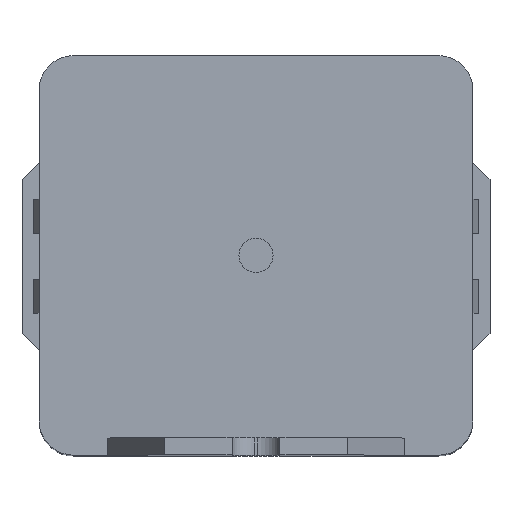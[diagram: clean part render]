
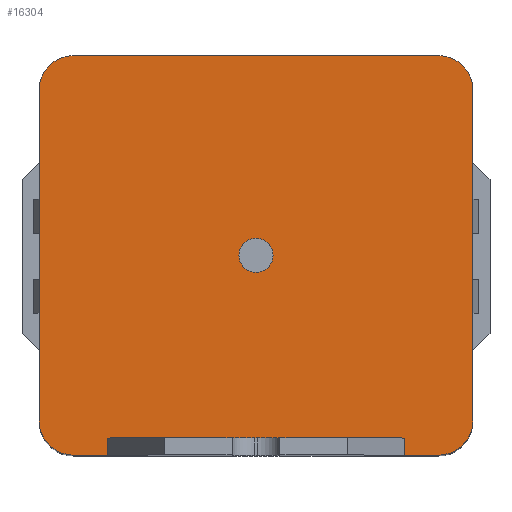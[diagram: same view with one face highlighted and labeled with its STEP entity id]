
A CAD part, top view. The second image highlights one B-rep face of the part: STEP entity #16304.
In plain terms, the highlighted planar face has unit normal (0, 0, 1).
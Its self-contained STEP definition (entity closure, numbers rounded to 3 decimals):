
#12 = PLANE ( 'NONE',  #20096 ) ;
#17 = EDGE_CURVE ( 'NONE', #22387, #12628, #9753, .T. ) ;
#322 = CARTESIAN_POINT ( 'NONE',  ( 13., -16., 0. ) ) ;
#606 = CARTESIAN_POINT ( 'NONE',  ( 19., 17.5, 0. ) ) ;
#1011 = ORIENTED_EDGE ( 'NONE', *, *, #1549, .F. ) ;
#1085 = EDGE_CURVE ( 'NONE', #21003, #21003, #23201, .T. ) ;
#1179 = CARTESIAN_POINT ( 'NONE',  ( -19., -14.5, 0. ) ) ;
#1396 = LINE ( 'NONE', #606, #23802 ) ;
#1446 = ORIENTED_EDGE ( 'NONE', *, *, #5470, .F. ) ;
#1549 = EDGE_CURVE ( 'NONE', #4839, #12628, #3136, .T. ) ;
#1642 = LINE ( 'NONE', #20258, #3100 ) ;
#1835 = VECTOR ( 'NONE', #2731, 1000. ) ;
#2110 = CARTESIAN_POINT ( 'NONE',  ( -13., -16., 0. ) ) ;
#2138 = EDGE_LOOP ( 'NONE', ( #22253, #2632, #1011, #24747, #18682, #1446, #23363, #11580, #8542, #21826, #15249, #12589 ) ) ;
#2333 = LINE ( 'NONE', #2561, #22939 ) ;
#2561 = CARTESIAN_POINT ( 'NONE',  ( -19., 17.5, 0. ) ) ;
#2598 = VECTOR ( 'NONE', #8731, 1000. ) ;
#2632 = ORIENTED_EDGE ( 'NONE', *, *, #17, .T. ) ;
#2667 = CARTESIAN_POINT ( 'NONE',  ( 0., 0., 0. ) ) ;
#2731 = DIRECTION ( 'NONE',  ( 0., 1., 0. ) ) ;
#2818 = CARTESIAN_POINT ( 'NONE',  ( 13., -16., 0. ) ) ;
#2960 = EDGE_CURVE ( 'NONE', #7456, #20885, #22777, .T. ) ;
#3100 = VECTOR ( 'NONE', #14668, 1000. ) ;
#3136 = LINE ( 'NONE', #20403, #23772 ) ;
#3192 = CARTESIAN_POINT ( 'NONE',  ( 16., -17.5, 0. ) ) ;
#3597 = VECTOR ( 'NONE', #16303, 1000. ) ;
#4001 = CARTESIAN_POINT ( 'NONE',  ( 19., -14.5, 0. ) ) ;
#4073 = EDGE_LOOP ( 'NONE', ( #7909 ) ) ;
#4522 = DIRECTION ( 'NONE',  ( 0., 0., 1. ) ) ;
#4839 = VERTEX_POINT ( 'NONE', #16990 ) ;
#4928 = CARTESIAN_POINT ( 'NONE',  ( -16., -14.5, 0. ) ) ;
#5013 = LINE ( 'NONE', #13511, #19348 ) ;
#5470 = EDGE_CURVE ( 'NONE', #5752, #11459, #6573, .T. ) ;
#5679 = AXIS2_PLACEMENT_3D ( 'NONE', #24069, #6662, #22067 ) ;
#5752 = VERTEX_POINT ( 'NONE', #11263 ) ;
#5882 = CARTESIAN_POINT ( 'NONE',  ( -16., 14.5, 0. ) ) ;
#6020 = DIRECTION ( 'NONE',  ( -1., 0., 0. ) ) ;
#6080 = VERTEX_POINT ( 'NONE', #10912 ) ;
#6573 = LINE ( 'NONE', #2818, #1835 ) ;
#6662 = DIRECTION ( 'NONE',  ( 0., 0., 1. ) ) ;
#6789 = EDGE_CURVE ( 'NONE', #6949, #22387, #2333, .T. ) ;
#6949 = VERTEX_POINT ( 'NONE', #23868 ) ;
#7042 = CARTESIAN_POINT ( 'NONE',  ( -16., 17.5, 0. ) ) ;
#7388 = VERTEX_POINT ( 'NONE', #2110 ) ;
#7456 = VERTEX_POINT ( 'NONE', #3192 ) ;
#7493 = DIRECTION ( 'NONE',  ( 0., 0., 1. ) ) ;
#7909 = ORIENTED_EDGE ( 'NONE', *, *, #1085, .F. ) ;
#8542 = ORIENTED_EDGE ( 'NONE', *, *, #10164, .F. ) ;
#8731 = DIRECTION ( 'NONE',  ( -1., 0., 0. ) ) ;
#9139 = AXIS2_PLACEMENT_3D ( 'NONE', #4928, #20219, #10770 ) ;
#9748 = VERTEX_POINT ( 'NONE', #7042 ) ;
#9753 = CIRCLE ( 'NONE', #9139, 3. ) ;
#10077 = CIRCLE ( 'NONE', #13229, 3. ) ;
#10164 = EDGE_CURVE ( 'NONE', #6080, #20885, #10794, .T. ) ;
#10770 = DIRECTION ( 'NONE',  ( 0., -1., 0. ) ) ;
#10794 = LINE ( 'NONE', #16378, #3597 ) ;
#10865 = DIRECTION ( 'NONE',  ( 0., 0., 1. ) ) ;
#10912 = CARTESIAN_POINT ( 'NONE',  ( 19., 14.5, 0. ) ) ;
#11247 = CIRCLE ( 'NONE', #24618, 3. ) ;
#11263 = CARTESIAN_POINT ( 'NONE',  ( 13., -17.5, 0. ) ) ;
#11459 = VERTEX_POINT ( 'NONE', #322 ) ;
#11580 = ORIENTED_EDGE ( 'NONE', *, *, #2960, .T. ) ;
#11885 = DIRECTION ( 'NONE',  ( 0., -1., 0. ) ) ;
#11954 = DIRECTION ( 'NONE',  ( 0., 0., 1. ) ) ;
#12172 = LINE ( 'NONE', #22365, #2598 ) ;
#12493 = EDGE_CURVE ( 'NONE', #22044, #9748, #1396, .T. ) ;
#12589 = ORIENTED_EDGE ( 'NONE', *, *, #17123, .T. ) ;
#12628 = VERTEX_POINT ( 'NONE', #16696 ) ;
#13229 = AXIS2_PLACEMENT_3D ( 'NONE', #14058, #4522, #11885 ) ;
#13511 = CARTESIAN_POINT ( 'NONE',  ( 19., -17.5, 0. ) ) ;
#14058 = CARTESIAN_POINT ( 'NONE',  ( 16., 14.5, 0. ) ) ;
#14668 = DIRECTION ( 'NONE',  ( 0., -1., 0. ) ) ;
#15128 = EDGE_CURVE ( 'NONE', #11459, #7388, #12172, .T. ) ;
#15249 = ORIENTED_EDGE ( 'NONE', *, *, #12493, .T. ) ;
#15281 = CARTESIAN_POINT ( 'NONE',  ( 19., 17.5, 0. ) ) ;
#15475 = FACE_BOUND ( 'NONE', #4073, .T. ) ;
#15888 = EDGE_CURVE ( 'NONE', #6080, #22044, #10077, .T. ) ;
#16303 = DIRECTION ( 'NONE',  ( 0., -1., 0. ) ) ;
#16304 = ADVANCED_FACE ( 'NONE', ( #15475, #23232 ), #12, .T. ) ;
#16378 = CARTESIAN_POINT ( 'NONE',  ( 19., 17.5, 0. ) ) ;
#16696 = CARTESIAN_POINT ( 'NONE',  ( -16., -17.5, 0. ) ) ;
#16990 = CARTESIAN_POINT ( 'NONE',  ( -13., -17.5, 0. ) ) ;
#17123 = EDGE_CURVE ( 'NONE', #9748, #6949, #11247, .T. ) ;
#18682 = ORIENTED_EDGE ( 'NONE', *, *, #15128, .F. ) ;
#18864 = DIRECTION ( 'NONE',  ( 0., -1., 0. ) ) ;
#18929 = DIRECTION ( 'NONE',  ( -1., 0., 0. ) ) ;
#19149 = CARTESIAN_POINT ( 'NONE',  ( 16., 17.5, 0. ) ) ;
#19348 = VECTOR ( 'NONE', #18929, 1000. ) ;
#19684 = DIRECTION ( 'NONE',  ( 0., -1., 0. ) ) ;
#20096 = AXIS2_PLACEMENT_3D ( 'NONE', #15281, #7493, #18864 ) ;
#20219 = DIRECTION ( 'NONE',  ( 0., 0., 1. ) ) ;
#20258 = CARTESIAN_POINT ( 'NONE',  ( -13., -17.5, 0. ) ) ;
#20403 = CARTESIAN_POINT ( 'NONE',  ( 19., -17.5, 0. ) ) ;
#20885 = VERTEX_POINT ( 'NONE', #4001 ) ;
#21003 = VERTEX_POINT ( 'NONE', #22730 ) ;
#21296 = EDGE_CURVE ( 'NONE', #7456, #5752, #5013, .T. ) ;
#21717 = DIRECTION ( 'NONE',  ( 0., -1., 0. ) ) ;
#21826 = ORIENTED_EDGE ( 'NONE', *, *, #15888, .T. ) ;
#22044 = VERTEX_POINT ( 'NONE', #19149 ) ;
#22067 = DIRECTION ( 'NONE',  ( 0., -1., 0. ) ) ;
#22253 = ORIENTED_EDGE ( 'NONE', *, *, #6789, .T. ) ;
#22365 = CARTESIAN_POINT ( 'NONE',  ( -13., -16., 0. ) ) ;
#22387 = VERTEX_POINT ( 'NONE', #1179 ) ;
#22730 = CARTESIAN_POINT ( 'NONE',  ( 0., -1.5, 0. ) ) ;
#22777 = CIRCLE ( 'NONE', #5679, 3. ) ;
#22939 = VECTOR ( 'NONE', #19684, 1000. ) ;
#23201 = CIRCLE ( 'NONE', #23567, 1.5 ) ;
#23232 = FACE_OUTER_BOUND ( 'NONE', #2138, .T. ) ;
#23363 = ORIENTED_EDGE ( 'NONE', *, *, #21296, .F. ) ;
#23525 = DIRECTION ( 'NONE',  ( 0., -1., 0. ) ) ;
#23567 = AXIS2_PLACEMENT_3D ( 'NONE', #2667, #10865, #21717 ) ;
#23772 = VECTOR ( 'NONE', #24264, 1000. ) ;
#23802 = VECTOR ( 'NONE', #6020, 1000. ) ;
#23868 = CARTESIAN_POINT ( 'NONE',  ( -19., 14.5, 0. ) ) ;
#24069 = CARTESIAN_POINT ( 'NONE',  ( 16., -14.5, 0. ) ) ;
#24098 = EDGE_CURVE ( 'NONE', #7388, #4839, #1642, .T. ) ;
#24264 = DIRECTION ( 'NONE',  ( -1., 0., 0. ) ) ;
#24618 = AXIS2_PLACEMENT_3D ( 'NONE', #5882, #11954, #23525 ) ;
#24747 = ORIENTED_EDGE ( 'NONE', *, *, #24098, .F. ) ;
